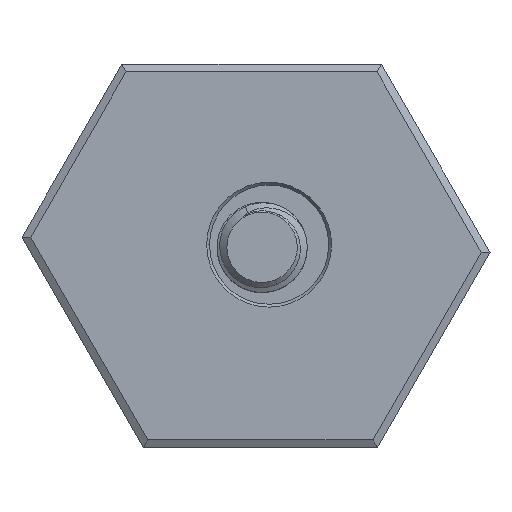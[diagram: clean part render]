
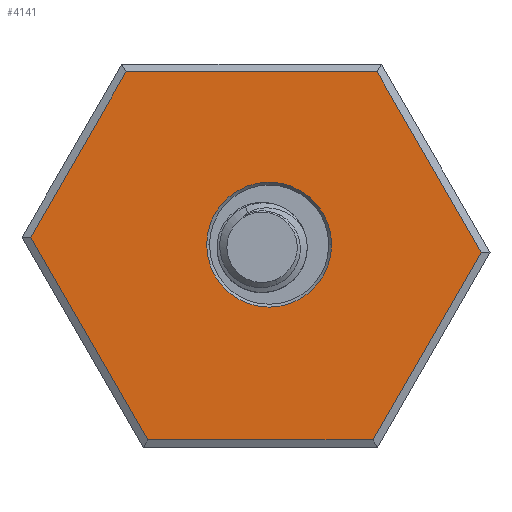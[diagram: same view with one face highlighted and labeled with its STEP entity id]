
A CAD part, top view. The second image highlights one B-rep face of the part: STEP entity #4141.
In plain terms, the highlighted planar face has unit normal (0, 0, 1).
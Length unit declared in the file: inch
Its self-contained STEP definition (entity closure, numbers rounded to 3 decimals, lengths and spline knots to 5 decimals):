
#211 = PLANE ( 'NONE',  #4308 ) ;
#512 = ORIENTED_EDGE ( 'NONE', *, *, #4556, .T. ) ;
#943 = DIRECTION ( 'NONE',  ( 0.5, 0.866, 0. ) ) ;
#1207 = ORIENTED_EDGE ( 'NONE', *, *, #13111, .F. ) ;
#1208 = CARTESIAN_POINT ( 'NONE',  ( -1.25006, 0.0393, 0.394 ) ) ;
#1226 = CARTESIAN_POINT ( 'NONE',  ( -0.63637, -1.02363, 0.394 ) ) ;
#1510 = DIRECTION ( 'NONE',  ( -1., 0., 0. ) ) ;
#1569 = VECTOR ( 'NONE', #6581, 39.37008 ) ;
#1608 = DIRECTION ( 'NONE',  ( -1., 0., 0. ) ) ;
#1661 = CARTESIAN_POINT ( 'NONE',  ( -0.3275, 0., 0.394 ) ) ;
#1683 = DIRECTION ( 'NONE',  ( -1., 0., 0. ) ) ;
#1943 = LINE ( 'NONE', #2162, #1569 ) ;
#2005 = VECTOR ( 'NONE', #9507, 39.37008 ) ;
#2162 = CARTESIAN_POINT ( 'NONE',  ( -0.62498, -1.04336, 0.394 ) ) ;
#2381 = CIRCLE ( 'NONE', #14501, 0.3275 ) ;
#2483 = LINE ( 'NONE', #6161, #12270 ) ;
#2859 = VERTEX_POINT ( 'NONE', #1208 ) ;
#3200 = CARTESIAN_POINT ( 'NONE',  ( 0.56628, 0.90543, 0.394 ) ) ;
#3354 = CARTESIAN_POINT ( 'NONE',  ( 0.54504, -1.02363, 0.394 ) ) ;
#4084 = VECTOR ( 'NONE', #10753, 39.37008 ) ;
#4141 = ADVANCED_FACE ( 'NONE', ( #5031, #9328 ), #211, .F. ) ;
#4223 = ORIENTED_EDGE ( 'NONE', *, *, #7014, .F. ) ;
#4290 = EDGE_LOOP ( 'NONE', ( #12094, #1207, #4223, #5374, #12015, #9824 ) ) ;
#4308 = AXIS2_PLACEMENT_3D ( 'NONE', #11629, #10587, #7391 ) ;
#4493 = VERTEX_POINT ( 'NONE', #1226 ) ;
#4556 = EDGE_CURVE ( 'NONE', #12159, #4810, #5500, .T. ) ;
#4588 = EDGE_CURVE ( 'NONE', #4810, #12159, #2381, .T. ) ;
#4810 = VERTEX_POINT ( 'NONE', #1661 ) ;
#5031 = FACE_BOUND ( 'NONE', #7120, .T. ) ;
#5153 = EDGE_CURVE ( 'NONE', #2859, #13100, #5599, .T. ) ;
#5166 = VERTEX_POINT ( 'NONE', #3200 ) ;
#5328 = CARTESIAN_POINT ( 'NONE',  ( -0.77278, 0.90543, 0.394 ) ) ;
#5374 = ORIENTED_EDGE ( 'NONE', *, *, #12843, .F. ) ;
#5500 = CIRCLE ( 'NONE', #9529, 0.3275 ) ;
#5599 = LINE ( 'NONE', #13388, #6598 ) ;
#6028 = EDGE_CURVE ( 'NONE', #13100, #5166, #14311, .T. ) ;
#6161 = CARTESIAN_POINT ( 'NONE',  ( 0.56782, -1.02363, 0.394 ) ) ;
#6314 = LINE ( 'NONE', #12841, #2005 ) ;
#6324 = DIRECTION ( 'NONE',  ( 0., 0., -1. ) ) ;
#6401 = CARTESIAN_POINT ( 'NONE',  ( 0., 0., 0.394 ) ) ;
#6581 = DIRECTION ( 'NONE',  ( -0.5, 0.866, 0. ) ) ;
#6598 = VECTOR ( 'NONE', #943, 39.37008 ) ;
#6652 = CARTESIAN_POINT ( 'NONE',  ( 1.11253, -0.0407, 0.394 ) ) ;
#7014 = EDGE_CURVE ( 'NONE', #13593, #7532, #6314, .T. ) ;
#7067 = LINE ( 'NONE', #11599, #9182 ) ;
#7120 = EDGE_LOOP ( 'NONE', ( #512, #11237 ) ) ;
#7391 = DIRECTION ( 'NONE',  ( -1., 0., 0. ) ) ;
#7532 = VERTEX_POINT ( 'NONE', #3354 ) ;
#8019 = CARTESIAN_POINT ( 'NONE',  ( -0.75, 0.90543, 0.394 ) ) ;
#8617 = CARTESIAN_POINT ( 'NONE',  ( 0., 0., 0.394 ) ) ;
#9182 = VECTOR ( 'NONE', #12852, 39.37008 ) ;
#9328 = FACE_OUTER_BOUND ( 'NONE', #4290, .T. ) ;
#9507 = DIRECTION ( 'NONE',  ( -0.5, -0.866, 0. ) ) ;
#9529 = AXIS2_PLACEMENT_3D ( 'NONE', #6401, #10700, #1608 ) ;
#9824 = ORIENTED_EDGE ( 'NONE', *, *, #5153, .F. ) ;
#10587 = DIRECTION ( 'NONE',  ( 0., 0., -1. ) ) ;
#10700 = DIRECTION ( 'NONE',  ( 0., 0., -1. ) ) ;
#10753 = DIRECTION ( 'NONE',  ( 1., 0., 0. ) ) ;
#11237 = ORIENTED_EDGE ( 'NONE', *, *, #4588, .T. ) ;
#11599 = CARTESIAN_POINT ( 'NONE',  ( 0.55489, 0.92516, 0.394 ) ) ;
#11629 = CARTESIAN_POINT ( 'NONE',  ( 0., 0., 0.394 ) ) ;
#12015 = ORIENTED_EDGE ( 'NONE', *, *, #6028, .F. ) ;
#12077 = CARTESIAN_POINT ( 'NONE',  ( 0.3275, 0., 0.394 ) ) ;
#12094 = ORIENTED_EDGE ( 'NONE', *, *, #13571, .F. ) ;
#12159 = VERTEX_POINT ( 'NONE', #12077 ) ;
#12270 = VECTOR ( 'NONE', #1510, 39.37008 ) ;
#12841 = CARTESIAN_POINT ( 'NONE',  ( 1.12392, -0.02096, 0.394 ) ) ;
#12843 = EDGE_CURVE ( 'NONE', #5166, #13593, #7067, .T. ) ;
#12852 = DIRECTION ( 'NONE',  ( 0.5, -0.866, 0. ) ) ;
#13100 = VERTEX_POINT ( 'NONE', #8019 ) ;
#13111 = EDGE_CURVE ( 'NONE', #7532, #4493, #2483, .T. ) ;
#13388 = CARTESIAN_POINT ( 'NONE',  ( -1.26145, 0.01956, 0.394 ) ) ;
#13571 = EDGE_CURVE ( 'NONE', #4493, #2859, #1943, .T. ) ;
#13593 = VERTEX_POINT ( 'NONE', #6652 ) ;
#14311 = LINE ( 'NONE', #5328, #4084 ) ;
#14501 = AXIS2_PLACEMENT_3D ( 'NONE', #8617, #6324, #1683 ) ;
